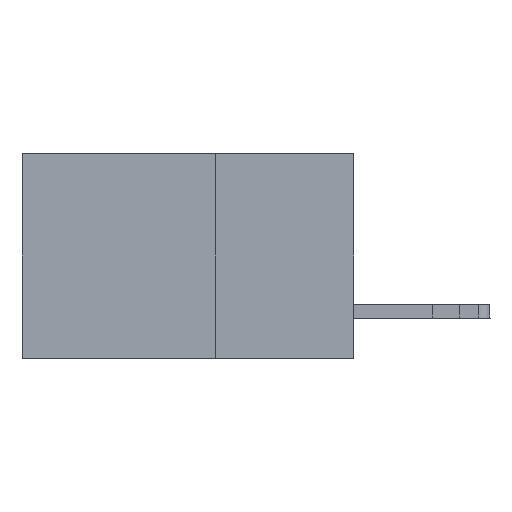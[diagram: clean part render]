
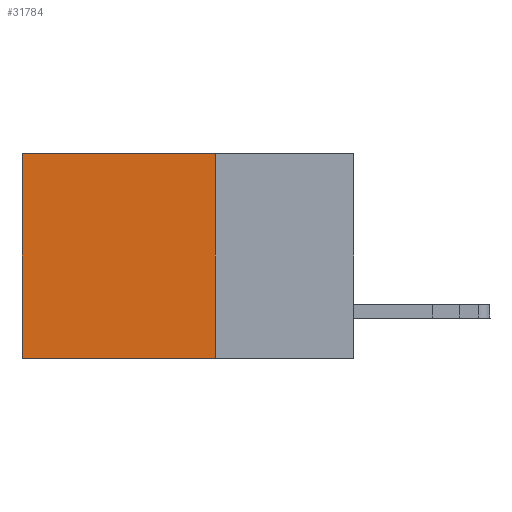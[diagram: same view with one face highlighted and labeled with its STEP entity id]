
A CAD part, left-side view. The second image highlights one B-rep face of the part: STEP entity #31784.
In plain terms, the highlighted planar face has unit normal (-1, 0, 0).
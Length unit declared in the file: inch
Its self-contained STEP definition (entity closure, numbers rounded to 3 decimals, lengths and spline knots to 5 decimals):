
#68 = VERTEX_POINT ( 'NONE', #11246 ) ;
#560 = ORIENTED_EDGE ( 'NONE', *, *, #2768, .F. ) ;
#847 = CARTESIAN_POINT ( 'NONE',  ( 0.2875, 0.25, 0. ) ) ;
#1626 = CARTESIAN_POINT ( 'NONE',  ( 0.2875, 0.6, 0. ) ) ;
#1645 = VERTEX_POINT ( 'NONE', #1626 ) ;
#2768 = EDGE_CURVE ( 'NONE', #68, #5371, #21486, .T. ) ;
#2817 = EDGE_CURVE ( 'NONE', #16469, #68, #32250, .T. ) ;
#4512 = CARTESIAN_POINT ( 'NONE',  ( 0.2875, 0.25, 0. ) ) ;
#5371 = VERTEX_POINT ( 'NONE', #22504 ) ;
#5837 = CARTESIAN_POINT ( 'NONE',  ( 0.2875, 0.25, 0. ) ) ;
#5985 = CARTESIAN_POINT ( 'NONE',  ( 0.2875, 0.6, 0. ) ) ;
#6443 = VECTOR ( 'NONE', #20243, 39.37008 ) ;
#7196 = DIRECTION ( 'NONE',  ( 0., 0., -1. ) ) ;
#9273 = EDGE_CURVE ( 'NONE', #16469, #1645, #12842, .T. ) ;
#10559 = AXIS2_PLACEMENT_3D ( 'NONE', #31607, #15726, #34298 ) ;
#11246 = CARTESIAN_POINT ( 'NONE',  ( 0.2875, 0.25, -0.37 ) ) ;
#12842 = LINE ( 'NONE', #847, #20762 ) ;
#13390 = ORIENTED_EDGE ( 'NONE', *, *, #2817, .F. ) ;
#15726 = DIRECTION ( 'NONE',  ( 1., 0., 0. ) ) ;
#16469 = VERTEX_POINT ( 'NONE', #5837 ) ;
#16894 = DIRECTION ( 'NONE',  ( 0., 1., 0. ) ) ;
#18126 = VECTOR ( 'NONE', #7196, 39.37008 ) ;
#20243 = DIRECTION ( 'NONE',  ( 0., 1., 0. ) ) ;
#20762 = VECTOR ( 'NONE', #16894, 39.37008 ) ;
#21486 = LINE ( 'NONE', #25480, #6443 ) ;
#22504 = CARTESIAN_POINT ( 'NONE',  ( 0.2875, 0.6, -0.37 ) ) ;
#22793 = ORIENTED_EDGE ( 'NONE', *, *, #34050, .T. ) ;
#23600 = PLANE ( 'NONE',  #10559 ) ;
#24190 = ORIENTED_EDGE ( 'NONE', *, *, #9273, .T. ) ;
#24614 = DIRECTION ( 'NONE',  ( 0., 0., -1. ) ) ;
#25480 = CARTESIAN_POINT ( 'NONE',  ( 0.2875, 0.25, -0.37 ) ) ;
#26367 = VECTOR ( 'NONE', #24614, 39.37008 ) ;
#26579 = EDGE_LOOP ( 'NONE', ( #22793, #560, #13390, #24190 ) ) ;
#28183 = FACE_OUTER_BOUND ( 'NONE', #26579, .T. ) ;
#31607 = CARTESIAN_POINT ( 'NONE',  ( 0.2875, 0.25, 0. ) ) ;
#31784 = ADVANCED_FACE ( 'NONE', ( #28183 ), #23600, .F. ) ;
#32250 = LINE ( 'NONE', #4512, #18126 ) ;
#33415 = LINE ( 'NONE', #5985, #26367 ) ;
#34050 = EDGE_CURVE ( 'NONE', #1645, #5371, #33415, .T. ) ;
#34298 = DIRECTION ( 'NONE',  ( 0., 0., -1. ) ) ;
